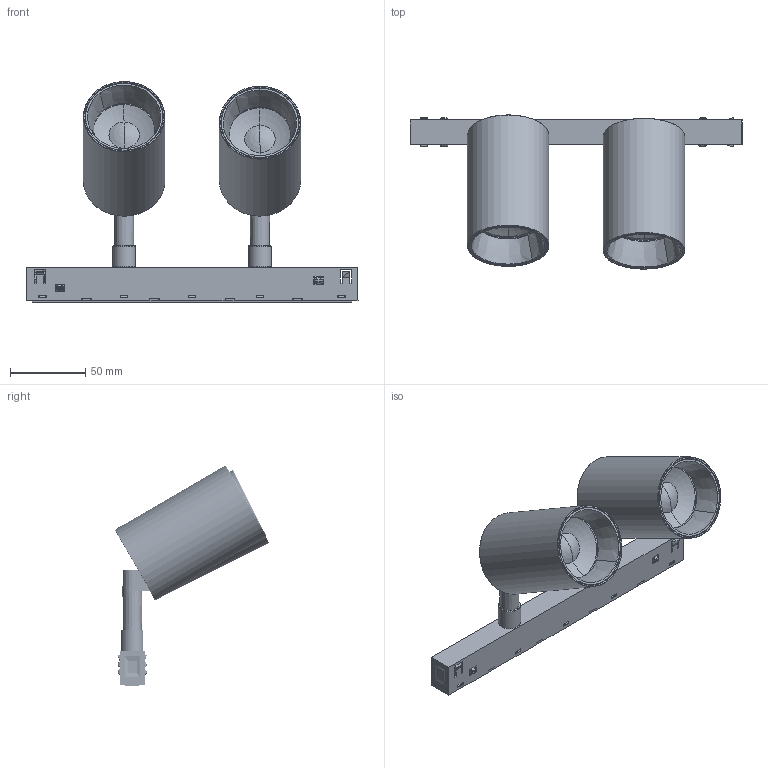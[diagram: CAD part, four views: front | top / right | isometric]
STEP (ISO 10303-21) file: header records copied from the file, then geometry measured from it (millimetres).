
FILE_DESCRIPTION (( 'STEP AP203' ), '1' );
FILE_NAME ('201-A2-2.STEP', '2023-03-16T02:06:03', ( 'ylmfeng' ), ( 'ylmfeng.com' ), 'SwSTEP 2.0', 'SolidWorks 2018', '' );
FILE_SCHEMA (( 'CONFIG_CONTROL_DESIGN' ));
Length unit declared in the file: millimetre
Products named in the file (35): 絳萇肣え-A; 201-A2蟀諉芛; 絳萇肣え-B; 20-邧芛萇埭碟狟裔-220; 201-B1腑芠; BRIDGELUX V8嫖埭+D45芵噩郪璃; 201-A2-2; 201-B1腑极; 201-B1牷啊盓殤; 棠沺遺; 棠柲唅蛌裔; 偌瑩苤粟銅; BRIDGELUX V8E嫖埭; 粟銅3; 201-B1ヶ欶; 萇埭碟偌瑩; 棠沺郪璃; 圆柱头内六角螺丝-M4X25; 麥芛囀鞠褒蹟佪M3X6; 125x13.7mm磁吸驱动; 201-B1綴裔; M4滅侂蹟譫; 20萇埭碟奻裔-220; 麥芛坋趼蹟佪 M2.5X5; D45-芵噩+芵噩盓殤; 201-A2牷啊盓殤郪璃; 25X5X2棠沺; 201-B1散热器; 201-B1翋极; 1.07.02423-窪嫖D35嫖埭盓殤10-E; 棠柲蛌唅挴誹; 20-邧芛萇埭碟郪璃-220; 棠柲唅蛌結遠; 20萇埭碟奻裔郪璃-220; 埴芛坋趼蹟佪M3X6
Assembly tree (51 placements, depth 5):
  201-A2-2
    20-邧芛萇埭碟郪璃-220
      20-邧芛萇埭碟狟裔-220
      20萇埭碟奻裔郪璃-220
        20萇埭碟奻裔-220
        棠沺郪璃  x2
          棠沺遺
          25X5X2棠沺
      絳萇肣え-A  x2
      絳萇肣え-B  x2
      萇埭碟偌瑩
      125x13.7mm磁吸驱动
      棠柲唅蛌裔  x2
      棠柲蛌唅挴誹  x2
      棠柲唅蛌結遠  x2
      粟銅3  x4
      偌瑩苤粟銅
      麥芛坋趼蹟佪 M2.5X5  x4
    201-A2牷啊盓殤郪璃  x2
      201-A2蟀諉芛
      201-B1牷啊盓殤
    201-B1翋极  x2
      201-B1腑极
        201-B1腑芠
        201-B1散热器
      BRIDGELUX V8嫖埭+D45芵噩郪璃
        BRIDGELUX V8E嫖埭
        1.07.02423-窪嫖D35嫖埭盓殤10-E
        D45-芵噩+芵噩盓殤
      201-B1ヶ欶
      201-B1綴裔
      麥芛囀鞠褒蹟佪M3X6
      埴芛坋趼蹟佪M3X6
    圆柱头内六角螺丝-M4X25  x2
    M4滅侂蹟譫  x2
Bounding box: 220.05 x 102.22 x 146.42 mm (x, y, z)
Volume: 202555.5 mm3; surface area: 207696.4 mm2
Topology: 59 solids, 59 shells, 5475 faces, 15020 edges, 9702 vertices
Faces by surface type: plane 2967, cylinder 994, bspline 868, cone 506, torus 92, sphere 48
Entity records: 128546 total; most frequent: CARTESIAN_POINT 43493, ORIENTED_EDGE 18138, DIRECTION 14964, EDGE_CURVE 9069, VERTEX_POINT 5894, LINE 5810, VECTOR 5810, AXIS2_PLACEMENT_3D 4577
